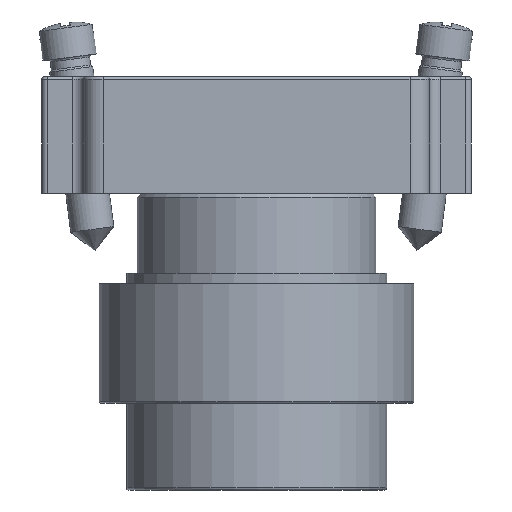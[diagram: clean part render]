
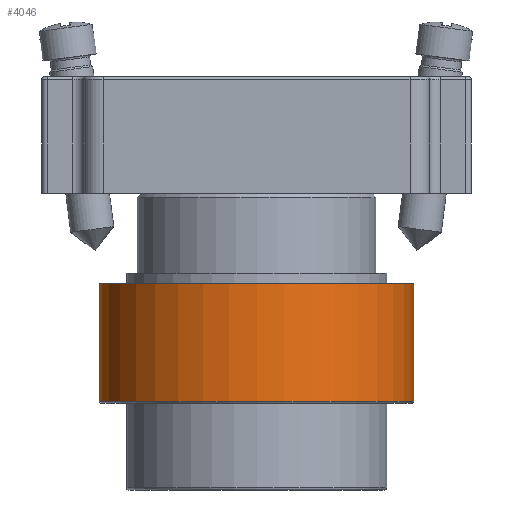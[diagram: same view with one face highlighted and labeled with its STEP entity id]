
A CAD part, front view. The second image highlights one B-rep face of the part: STEP entity #4046.
In plain terms, the highlighted cylindrical face has radius 14.5 mm (diameter 29 mm), a full revolution.
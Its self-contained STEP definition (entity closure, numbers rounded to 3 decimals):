
#143=FACE_BOUND('',#779,.T.);
#505=FACE_OUTER_BOUND('',#778,.T.);
#778=EDGE_LOOP('',(#3625));
#779=EDGE_LOOP('',(#3626));
#1003=CIRCLE('',#4491,14.5);
#1005=CIRCLE('',#4494,14.5);
#2022=VERTEX_POINT('',#7019);
#2024=VERTEX_POINT('',#7024);
#2567=EDGE_CURVE('',#2022,#2022,#1003,.T.);
#2569=EDGE_CURVE('',#2024,#2024,#1005,.T.);
#3625=ORIENTED_EDGE('',*,*,#2569,.T.);
#3626=ORIENTED_EDGE('',*,*,#2567,.F.);
#3832=CYLINDRICAL_SURFACE('',#4493,14.5);
#4046=ADVANCED_FACE('',(#505,#143),#3832,.T.);
#4491=AXIS2_PLACEMENT_3D('',#7020,#5661,#5662);
#4493=AXIS2_PLACEMENT_3D('',#7023,#5665,#5666);
#4494=AXIS2_PLACEMENT_3D('',#7025,#5667,#5668);
#5661=DIRECTION('center_axis',(1.,0.,0.));
#5662=DIRECTION('ref_axis',(0.,-1.,0.));
#5665=DIRECTION('center_axis',(1.,0.,0.));
#5666=DIRECTION('ref_axis',(0.,1.,0.));
#5667=DIRECTION('center_axis',(1.,0.,0.));
#5668=DIRECTION('ref_axis',(0.,1.,0.));
#7019=CARTESIAN_POINT('',(12.029,14.468,0.));
#7020=CARTESIAN_POINT('Origin',(12.029,-0.032,0.));
#7023=CARTESIAN_POINT('Origin',(6.729,-0.032,0.));
#7024=CARTESIAN_POINT('',(1.229,14.468,0.));
#7025=CARTESIAN_POINT('Origin',(1.229,-0.032,0.));
